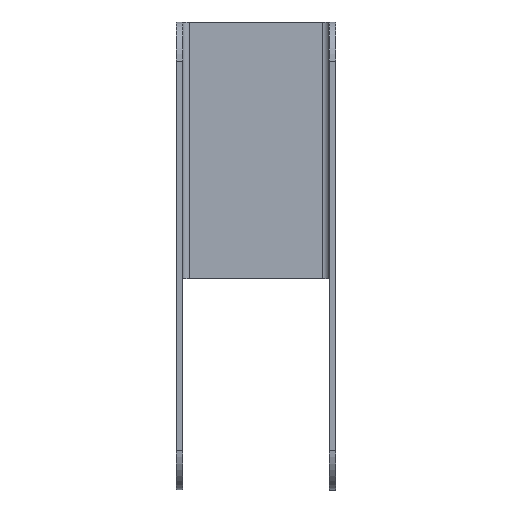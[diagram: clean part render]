
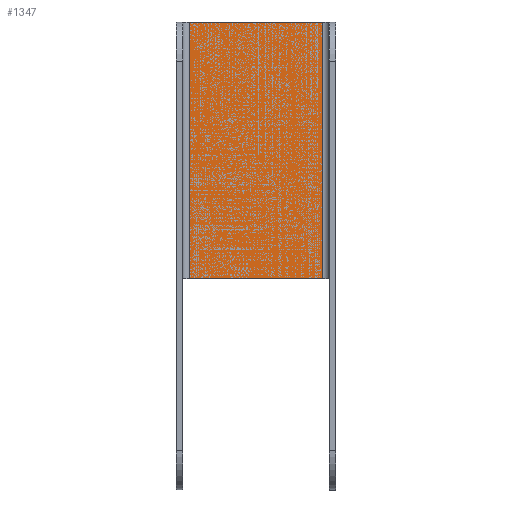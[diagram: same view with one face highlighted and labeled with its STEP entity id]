
A CAD part, top view. The second image highlights one B-rep face of the part: STEP entity #1347.
In plain terms, the highlighted planar face has unit normal (0, 0, 1).
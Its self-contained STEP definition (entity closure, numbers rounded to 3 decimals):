
#92 = LINE ( 'NONE', #1441, #1482 ) ;
#155 = VECTOR ( 'NONE', #1832, 1000. ) ;
#271 = VECTOR ( 'NONE', #3409, 1000. ) ;
#476 = EDGE_CURVE ( 'NONE', #965, #2516, #2458, .T. ) ;
#603 = DIRECTION ( 'NONE',  ( 0., 1., 0. ) ) ;
#897 = DIRECTION ( 'NONE',  ( 1., 0., 0. ) ) ;
#965 = VERTEX_POINT ( 'NONE', #1165 ) ;
#1001 = EDGE_CURVE ( 'NONE', #3387, #965, #92, .T. ) ;
#1165 = CARTESIAN_POINT ( 'NONE',  ( -16.8, 31., 1.587 ) ) ;
#1209 = PLANE ( 'NONE',  #3254 ) ;
#1286 = EDGE_CURVE ( 'NONE', #3387, #1557, #1755, .T. ) ;
#1347 = ADVANCED_FACE ( 'NONE', ( #2169 ), #1209, .F. ) ;
#1418 = ORIENTED_EDGE ( 'NONE', *, *, #1286, .T. ) ;
#1441 = CARTESIAN_POINT ( 'NONE',  ( -16.8, -31., 1.587 ) ) ;
#1482 = VECTOR ( 'NONE', #603, 1000. ) ;
#1537 = ORIENTED_EDGE ( 'NONE', *, *, #1001, .F. ) ;
#1541 = CARTESIAN_POINT ( 'NONE',  ( 18.6, -31., 1.587 ) ) ;
#1557 = VERTEX_POINT ( 'NONE', #1866 ) ;
#1715 = CARTESIAN_POINT ( 'NONE',  ( -16.8, 31., 1.587 ) ) ;
#1755 = LINE ( 'NONE', #3190, #3203 ) ;
#1779 = DIRECTION ( 'NONE',  ( -1., 0., 0. ) ) ;
#1832 = DIRECTION ( 'NONE',  ( 0., 1., 0. ) ) ;
#1866 = CARTESIAN_POINT ( 'NONE',  ( 18.6, -31., 1.587 ) ) ;
#2169 = FACE_OUTER_BOUND ( 'NONE', #2488, .T. ) ;
#2430 = EDGE_CURVE ( 'NONE', #1557, #2516, #3093, .T. ) ;
#2449 = CARTESIAN_POINT ( 'NONE',  ( 18.6, 31., 1.587 ) ) ;
#2458 = LINE ( 'NONE', #1715, #271 ) ;
#2488 = EDGE_LOOP ( 'NONE', ( #1537, #1418, #3425, #2874 ) ) ;
#2516 = VERTEX_POINT ( 'NONE', #2449 ) ;
#2832 = CARTESIAN_POINT ( 'NONE',  ( -16.8, -31., 1.587 ) ) ;
#2874 = ORIENTED_EDGE ( 'NONE', *, *, #476, .F. ) ;
#3093 = LINE ( 'NONE', #1541, #155 ) ;
#3190 = CARTESIAN_POINT ( 'NONE',  ( -16.8, -31., 1.587 ) ) ;
#3203 = VECTOR ( 'NONE', #897, 1000. ) ;
#3217 = CARTESIAN_POINT ( 'NONE',  ( 0., 0., 1.587 ) ) ;
#3254 = AXIS2_PLACEMENT_3D ( 'NONE', #3217, #3494, #1779 ) ;
#3387 = VERTEX_POINT ( 'NONE', #2832 ) ;
#3409 = DIRECTION ( 'NONE',  ( 1., 0., 0. ) ) ;
#3425 = ORIENTED_EDGE ( 'NONE', *, *, #2430, .T. ) ;
#3494 = DIRECTION ( 'NONE',  ( 0., 0., -1. ) ) ;
